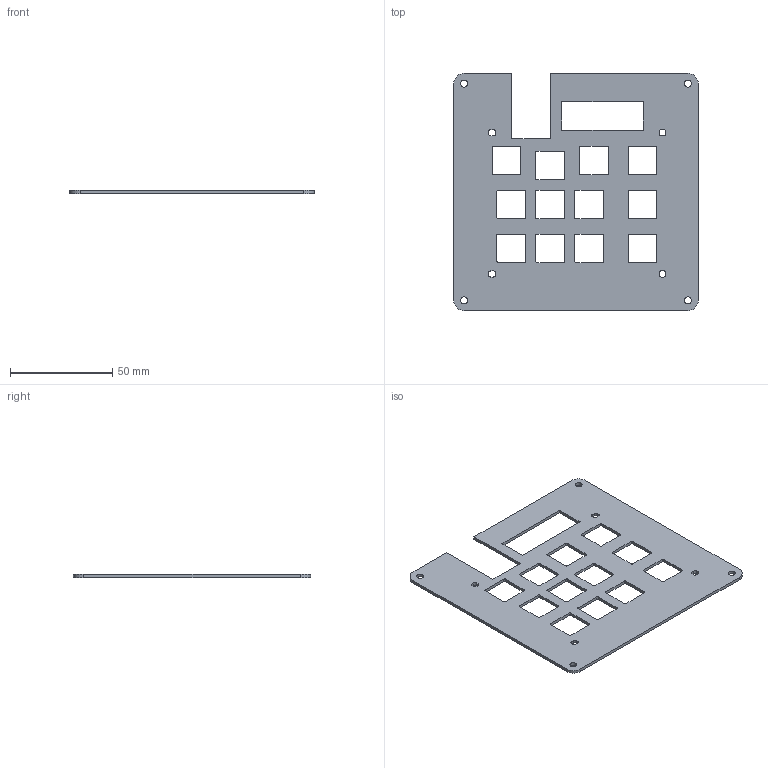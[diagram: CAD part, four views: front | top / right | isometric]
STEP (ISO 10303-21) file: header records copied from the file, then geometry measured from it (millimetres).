
FILE_DESCRIPTION(('FreeCAD Model'),'2;1');
FILE_NAME('Open CASCADE Shape Model','2025-02-15T01:01:52',(''),(''), 'Open CASCADE STEP processor 7.8','FreeCAD','Unknown');
FILE_SCHEMA(('AUTOMOTIVE_DESIGN { 1 0 10303 214 1 1 1 1 }'));
Length unit declared in the file: millimetre
Products named in the file (1): Cut
Bounding box: 119.56 x 116.03 x 1.5 mm (x, y, z)
Volume: 15401 mm3; surface area: 22609.5 mm2
Topology: 1 solids, 1 shells, 150 faces, 444 edges, 296 vertices
Faces by surface type: plane 78, cylinder 72
Full cylindrical faces by diameter (mm): 3.4 x4
Entity records: 5158 total; most frequent: CARTESIAN_POINT 891, DIRECTION 890, ORIENTED_EDGE 888, EDGE_CURVE 444, LINE 300, VECTOR 300, VERTEX_POINT 296, AXIS2_PLACEMENT_3D 295
